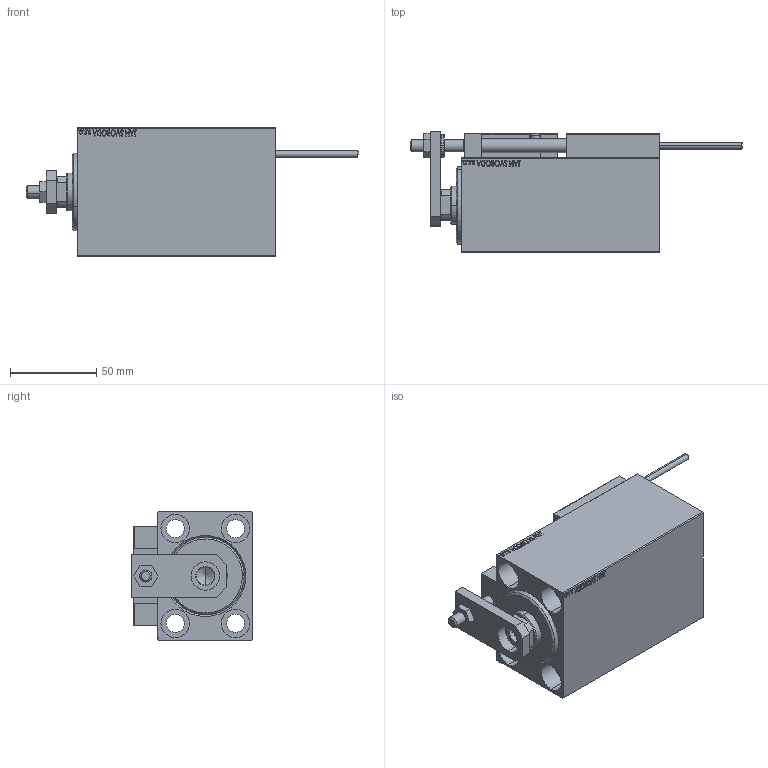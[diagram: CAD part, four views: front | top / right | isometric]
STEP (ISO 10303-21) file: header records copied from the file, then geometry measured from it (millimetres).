
FILE_DESCRIPTION (( 'STEP AP203' ), '1' );
FILE_NAME ('cebf.STEP', '2022-04-17T00:01:19', ( '' ), ( '' ), 'SwSTEP 2.0', 'SolidWorks 2019', '' );
FILE_SCHEMA (( 'CONFIG_CONTROL_DESIGN' ));
Length unit declared in the file: millimetre
Products named in the file (15): V450CM_VC_B 9d6f097bdfe393ab73188a2c5673ed80; MAGNET 9d6f097bdfe393ab73188a2c5673ed80; ZARAZKA 9d6f097bdfe393ab73188a2c5673ed80; NUT_D12 9d6f097bdfe393ab73188a2c5673ed80; ALLEN BOLT D5 9d6f097bdfe393ab73188a2c5673ed80; SWITCH DIM B,W 9d6f097bdfe393ab73188a2c5673ed80; ALLEN BOLT D8 9d6f097bdfe393ab73188a2c5673ed80; TYC_L79 9d6f097bdfe393ab73188a2c5673ed80; V450CM_C_VCP 9d6f097bdfe393ab73188a2c5673ed80; cebf; SWITCH X 9d6f097bdfe393ab73188a2c5673ed80; V450CM_C_Body 9d6f097bdfe393ab73188a2c5673ed80; SWITCH_X_FRONT_BACK 9d6f097bdfe393ab73188a2c5673ed80; KONCOVKA 9d6f097bdfe393ab73188a2c5673ed80; Block 9d6f097bdfe393ab73188a2c5673ed80
Assembly tree (24 placements, depth 3):
  cebf
    V450CM_C_Body 9d6f097bdfe393ab73188a2c5673ed80
    SWITCH X 9d6f097bdfe393ab73188a2c5673ed80
      SWITCH_X_FRONT_BACK 9d6f097bdfe393ab73188a2c5673ed80  x2
      TYC_L79 9d6f097bdfe393ab73188a2c5673ed80
      Block 9d6f097bdfe393ab73188a2c5673ed80  x2
      ALLEN BOLT D5 9d6f097bdfe393ab73188a2c5673ed80  x4
      ALLEN BOLT D8 9d6f097bdfe393ab73188a2c5673ed80  x4
      MAGNET 9d6f097bdfe393ab73188a2c5673ed80  x2
      KONCOVKA 9d6f097bdfe393ab73188a2c5673ed80  x2
    NUT_D12 9d6f097bdfe393ab73188a2c5673ed80
    SWITCH DIM B,W 9d6f097bdfe393ab73188a2c5673ed80
    ZARAZKA 9d6f097bdfe393ab73188a2c5673ed80
    V450CM_C_VCP 9d6f097bdfe393ab73188a2c5673ed80
    V450CM_VC_B 9d6f097bdfe393ab73188a2c5673ed80
Bounding box: 192.7 x 70.5 x 75 mm (x, y, z)
Volume: 449169.2 mm3; surface area: 105722.5 mm2
Topology: 23 solids, 23 shells, 1278 faces, 3064 edges, 1959 vertices
Faces by surface type: plane 560, bspline 380, cylinder 184, cone 106, torus 44, sphere 4
Entity records: 50115 total; most frequent: CARTESIAN_POINT 25898, ORIENTED_EDGE 5148, DIRECTION 3454, EDGE_CURVE 2574, VERTEX_POINT 1683, LINE 1480, VECTOR 1480, EDGE_LOOP 1187
